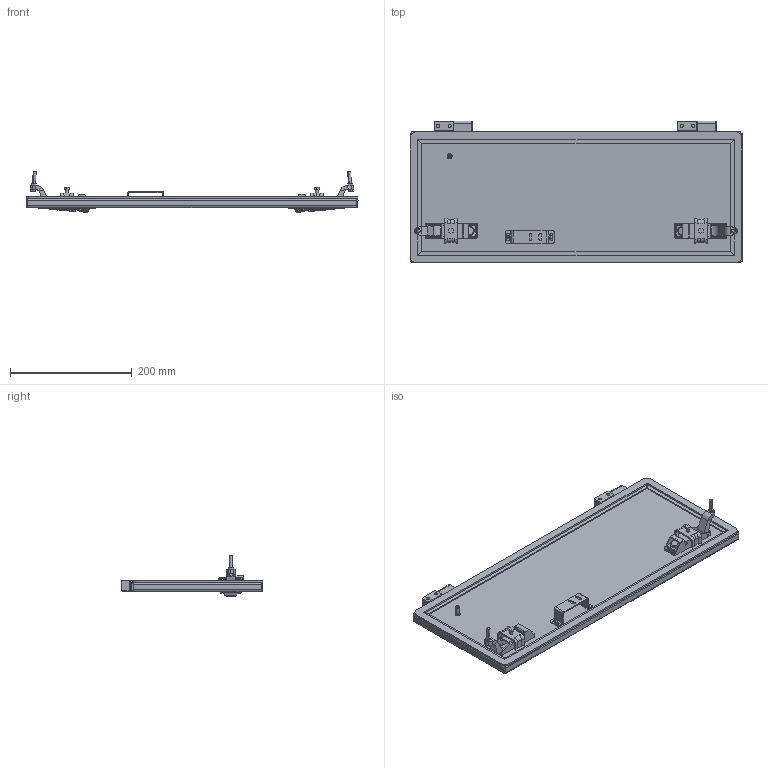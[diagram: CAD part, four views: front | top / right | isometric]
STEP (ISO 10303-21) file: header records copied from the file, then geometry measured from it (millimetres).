
FILE_DESCRIPTION (( 'STEP AP214' ), '1' );
FILE_NAME ('A0000003796.STEP', '2025-11-04T09:08:40', ( 'Microsoft' ), ( 'Microsoft' ), 'SwSTEP 2.0', 'SolidWorks 2025', '' );
FILE_SCHEMA (( 'AUTOMOTIVE_DESIGN' ));
Length unit declared in the file: millimetre
Products named in the file (10): P0000009458; P0000009439; A0000003802; P0000009457; P0000009452; A0000003795; A0000003796; P0000009461; P0000009440; P0000009459
Assembly tree (11 placements, depth 3):
  A0000003796
    A0000003795
      P0000009461
      P0000009458
      P0000009457
    P0000009459  x2
    A0000003802  x2
      P0000009439
      P0000009440
    P0000009452
Bounding box: 545 x 232.48 x 68.19 mm (x, y, z)
Volume: 459193.7 mm3; surface area: 431615.8 mm2
Topology: 24 solids, 24 shells, 1026 faces, 2608 edges, 1645 vertices
Faces by surface type: plane 484, cylinder 354, bspline 144, torus 28, cone 16
Entity records: 20535 total; most frequent: CARTESIAN_POINT 5970, ORIENTED_EDGE 3044, DIRECTION 2786, EDGE_CURVE 1522, LINE 962, VECTOR 962, VERTEX_POINT 952, AXIS2_PLACEMENT_3D 912
